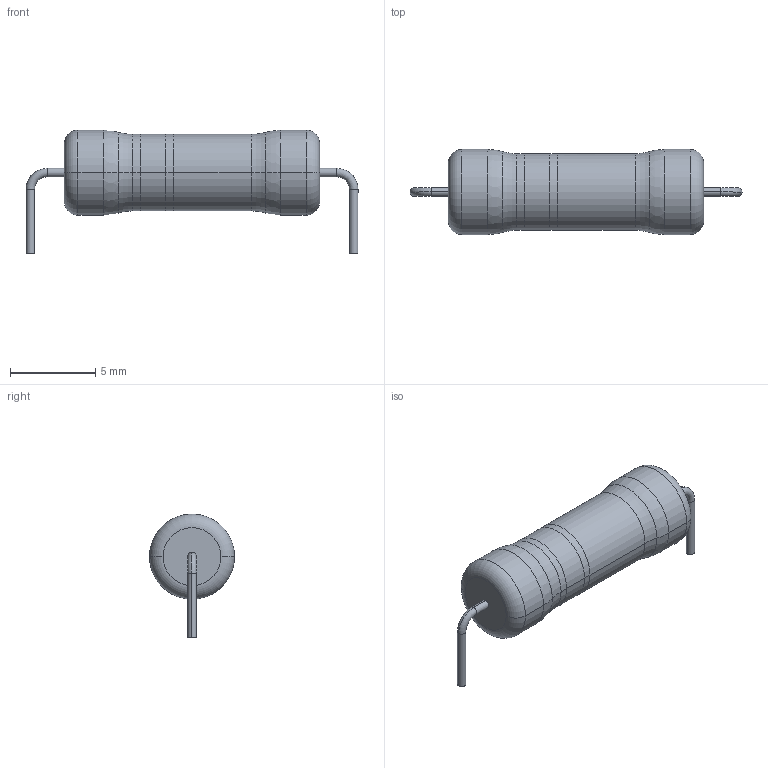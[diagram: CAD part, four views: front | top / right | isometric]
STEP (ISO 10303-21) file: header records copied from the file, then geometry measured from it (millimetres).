
FILE_DESCRIPTION (( 'STEP AP214' ), '1' );
FILE_NAME ('RES-TH_BD5.0-L15.0-P19.00-D0.7.step', '2022-07-28T09:15:44', ( '' ), ( '' ), 'SwSTEP 2.0', 'SolidWorks 2020', '' );
FILE_SCHEMA (( 'AUTOMOTIVE_DESIGN' ));
Length unit declared in the file: millimetre
Products named in the file (1): RES-TH_BD5.0-L15.0-P19.00-D0.7
Bounding box: 19.5 x 5 x 7.28 mm (x, y, z)
Volume: 260.5 mm3; surface area: 270.6 mm2
Topology: 1 solids, 1 shells, 265 faces, 699 edges, 456 vertices
Faces by surface type: plane 111, bspline 98, cylinder 40, torus 16
Entity records: 12897 total; most frequent: CARTESIAN_POINT 4666, ORIENTED_EDGE 1398, EDGE_CURVE 699, DIRECTION 679, VERTEX_POINT 456, EDGE_LOOP 285, UNCERTAINTY_MEASURE_WITH_UNIT 268, SURFACE_SIDE_STYLE 267
